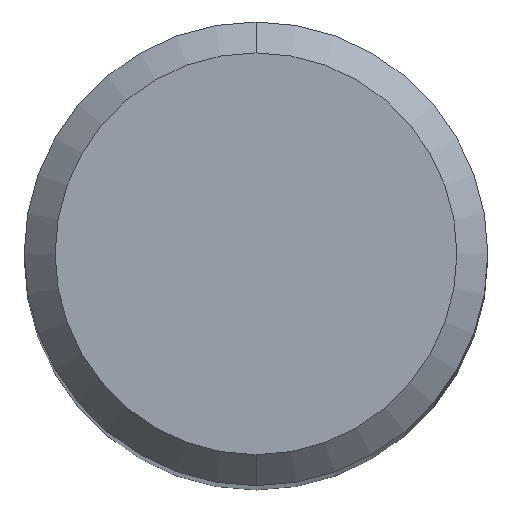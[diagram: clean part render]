
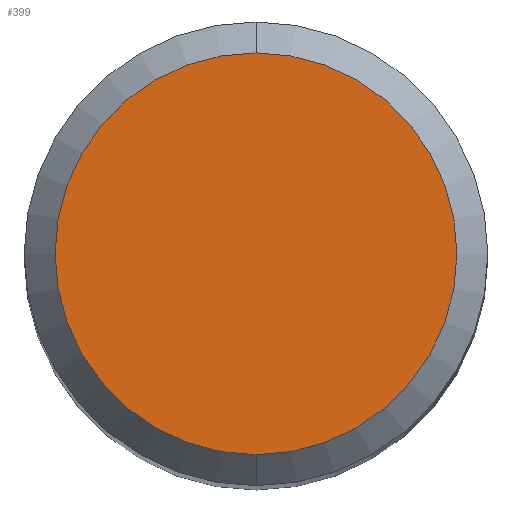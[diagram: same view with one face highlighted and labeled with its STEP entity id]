
A CAD part, top view. The second image highlights one B-rep face of the part: STEP entity #399.
In plain terms, the highlighted planar face has unit normal (0, 0, 1).
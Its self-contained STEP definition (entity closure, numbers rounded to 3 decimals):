
#381=VERTEX_POINT('',#719);
#399=ADVANCED_FACE('',(#739),#740,.T.);
#415=EDGE_CURVE('',#381,#467,#758,.T.);
#451=EDGE_CURVE('',#467,#381,#797,.T.);
#467=VERTEX_POINT('',#815);
#719=CARTESIAN_POINT('',(0.0,2.6,0.0));
#739=FACE_OUTER_BOUND('',#1284,.T.);
#740=PLANE('',#1285);
#758=CIRCLE('',#1332,2.6);
#797=CIRCLE('',#1406,2.6);
#815=CARTESIAN_POINT('',(0.,-2.6,0.0));
#1284=EDGE_LOOP('',(#1747,#1748));
#1285=AXIS2_PLACEMENT_3D('',#1749,#1750,#1751);
#1332=AXIS2_PLACEMENT_3D('',#1772,#1773,#1774);
#1406=AXIS2_PLACEMENT_3D('',#1818,#1819,#1820);
#1747=ORIENTED_EDGE('',*,*,#415,.F.);
#1748=ORIENTED_EDGE('',*,*,#451,.F.);
#1749=CARTESIAN_POINT('',(0.0,1.3,0.0));
#1750=DIRECTION('',(-0.0,0.0,1.0));
#1751=DIRECTION('',(0.0,-1.0,0.0));
#1772=CARTESIAN_POINT('',(0.0,0.0,0.0));
#1773=DIRECTION('',(0.0,0.0,-1.0));
#1774=DIRECTION('',(0.0,1.0,0.0));
#1818=CARTESIAN_POINT('',(0.0,0.0,0.0));
#1819=DIRECTION('',(0.0,0.0,-1.0));
#1820=DIRECTION('',(0.0,1.0,0.0));
